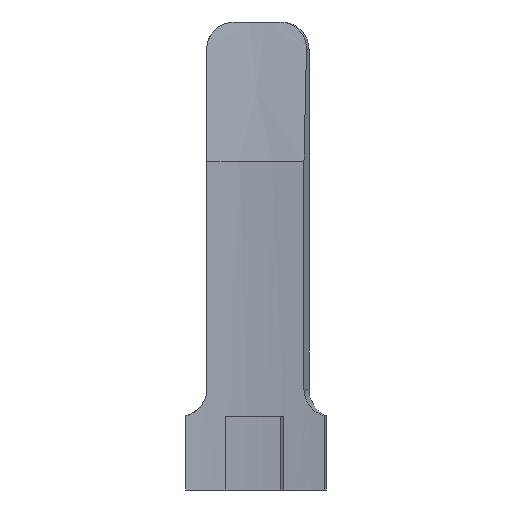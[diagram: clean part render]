
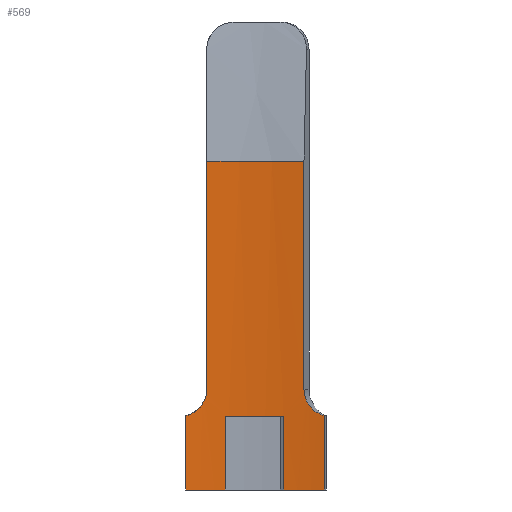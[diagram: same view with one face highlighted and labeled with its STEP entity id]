
A CAD part, front view. The second image highlights one B-rep face of the part: STEP entity #569.
In plain terms, the highlighted cylindrical face has radius 61 mm (diameter 122 mm), a partial arc.
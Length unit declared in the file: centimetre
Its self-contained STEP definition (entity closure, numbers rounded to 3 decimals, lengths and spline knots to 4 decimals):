
#130=CYLINDRICAL_SURFACE('',#614,6.1);
#137=B_SPLINE_CURVE_WITH_KNOTS('',3,(#850,#851,#852,#853,#854,#855,#856,
#857,#858,#859,#860,#861,#862,#863,#864,#865,#866,#867,#868,#869,#870,#871,
#872,#873,#874,#875,#876,#877,#878,#879,#880,#881,#882,#883),
 .UNSPECIFIED.,.T.,.U.,(4,2,2,2,2,2,2,2,2,2,2,2,2,2,2,2,4),(0.,0.113,
0.226,0.3391,0.4521,0.5654,
0.6787,0.7917,0.9048,1.0178,1.1308,
1.2441,1.3574,1.4704,1.5835,1.6965,
1.8095),.UNSPECIFIED.);
#144=B_SPLINE_CURVE_WITH_KNOTS('',3,(#1284,#1285,#1286,#1287,#1288,#1289,
#1290,#1291,#1292,#1293,#1294,#1295,#1296,#1297,#1298,#1299,#1300,#1301,
#1302,#1303,#1304,#1305,#1306,#1307,#1308,#1309,#1310,#1311,#1312,#1313,
#1314,#1315,#1316,#1317),.UNSPECIFIED.,.T.,.U.,(4,2,2,2,2,2,2,2,2,2,2,2,
2,2,2,2,4),(0.,0.113,0.226,0.3391,0.4521,
0.5654,0.6787,0.7917,0.9048,
1.0178,1.1308,1.2441,1.3574,1.4704,
1.5835,1.6965,1.8095),.UNSPECIFIED.);
#145=CIRCLE('',#571,6.1);
#153=CIRCLE('',#588,6.1);
#156=CIRCLE('',#596,6.1);
#165=VERTEX_POINT('',#618);
#166=VERTEX_POINT('',#620);
#175=VERTEX_POINT('',#711);
#177=VERTEX_POINT('',#715);
#180=VERTEX_POINT('',#722);
#181=VERTEX_POINT('',#724);
#188=VERTEX_POINT('',#793);
#191=VERTEX_POINT('',#799);
#194=VERTEX_POINT('',#849);
#197=VERTEX_POINT('',#892);
#198=VERTEX_POINT('',#896);
#207=VERTEX_POINT('',#1277);
#216=VECTOR('',#1347,1.);
#218=VECTOR('',#1352,1.);
#229=VECTOR('',#1383,1.);
#231=VECTOR('',#1386,1.);
#239=VECTOR('',#1423,1.);
#241=VECTOR('',#1428,1.);
#250=LINE('',#716,#216);
#252=LINE('',#723,#218);
#263=LINE('',#893,#229);
#265=LINE('',#897,#231);
#273=LINE('',#1278,#239);
#275=LINE('',#1282,#241);
#277=EDGE_CURVE('',#165,#166,#145,.T.);
#292=EDGE_CURVE('',#175,#177,#250,.T.);
#295=EDGE_CURVE('',#181,#180,#252,.T.);
#305=EDGE_CURVE('',#181,#188,#153,.T.);
#309=EDGE_CURVE('',#191,#177,#153,.T.);
#313=EDGE_CURVE('',#194,#180,#137,.T.);
#318=EDGE_CURVE('',#191,#197,#263,.T.);
#320=EDGE_CURVE('',#198,#188,#265,.T.);
#321=EDGE_CURVE('',#197,#198,#156,.T.);
#342=EDGE_CURVE('',#207,#165,#273,.T.);
#344=EDGE_CURVE('',#194,#166,#275,.T.);
#345=EDGE_CURVE('',#175,#207,#144,.T.);
#474=ORIENTED_EDGE('',*,*,#277,.F.);
#475=ORIENTED_EDGE('',*,*,#342,.F.);
#476=ORIENTED_EDGE('',*,*,#345,.F.);
#477=ORIENTED_EDGE('',*,*,#292,.T.);
#478=ORIENTED_EDGE('',*,*,#309,.F.);
#479=ORIENTED_EDGE('',*,*,#318,.T.);
#480=ORIENTED_EDGE('',*,*,#321,.T.);
#481=ORIENTED_EDGE('',*,*,#320,.T.);
#482=ORIENTED_EDGE('',*,*,#305,.F.);
#483=ORIENTED_EDGE('',*,*,#295,.T.);
#484=ORIENTED_EDGE('',*,*,#313,.F.);
#485=ORIENTED_EDGE('',*,*,#344,.T.);
#513=EDGE_LOOP('',(#474,#475,#476,#477,#478,#479,#480,#481,#482,#483,#484,
#485));
#541=FACE_BOUND('',#513,.T.);
#569=ADVANCED_FACE('',(#541),#130,.F.);
#571=AXIS2_PLACEMENT_3D('',#619,#1322,#1323);
#588=AXIS2_PLACEMENT_3D('',#792,#1366,#1367);
#596=AXIS2_PLACEMENT_3D('',#899,#1388,#1389);
#614=AXIS2_PLACEMENT_3D('',#1318,#1431,#1432);
#618=CARTESIAN_POINT('',(0.,6.1,3.585));
#619=CARTESIAN_POINT('',(0.,0.,3.585));
#620=CARTESIAN_POINT('',(1.0593,6.0073,3.585));
#711=CARTESIAN_POINT('',(-0.2276,6.0958,0.8089));
#715=CARTESIAN_POINT('',(-0.2276,6.0958,0.));
#716=CARTESIAN_POINT('',(-0.2276,6.0958,2.5501));
#722=CARTESIAN_POINT('',(1.2826,5.9636,0.8089));
#723=CARTESIAN_POINT('',(1.2826,5.9636,2.5501));
#724=CARTESIAN_POINT('',(1.2826,5.9636,0.));
#792=CARTESIAN_POINT('',(0.,0.,0.));
#793=CARTESIAN_POINT('',(0.8365,6.0424,0.));
#799=CARTESIAN_POINT('',(0.2388,6.0953,0.));
#849=CARTESIAN_POINT('',(1.0593,6.0073,1.1));
#850=CARTESIAN_POINT('',(1.0593,6.0073,1.1));
#851=CARTESIAN_POINT('',(1.0593,6.0073,1.0623));
#852=CARTESIAN_POINT('',(1.0667,6.006,1.0222));
#853=CARTESIAN_POINT('',(1.0968,6.0006,0.9482));
#854=CARTESIAN_POINT('',(1.1195,5.9964,0.9145));
#855=CARTESIAN_POINT('',(1.1719,5.9864,0.8612));
#856=CARTESIAN_POINT('',(1.205,5.9799,0.8381));
#857=CARTESIAN_POINT('',(1.2774,5.9649,0.8075));
#858=CARTESIAN_POINT('',(1.3167,5.9563,0.8));
#859=CARTESIAN_POINT('',(1.3902,5.9396,0.8));
#860=CARTESIAN_POINT('',(1.4294,5.9303,0.8075));
#861=CARTESIAN_POINT('',(1.5014,5.9125,0.8382));
#862=CARTESIAN_POINT('',(1.5341,5.904,0.8613));
#863=CARTESIAN_POINT('',(1.5858,5.8903,0.9146));
#864=CARTESIAN_POINT('',(1.6081,5.8842,0.9483));
#865=CARTESIAN_POINT('',(1.6377,5.8761,1.0222));
#866=CARTESIAN_POINT('',(1.645,5.874,1.0623));
#867=CARTESIAN_POINT('',(1.645,5.874,1.1377));
#868=CARTESIAN_POINT('',(1.6377,5.8761,1.1778));
#869=CARTESIAN_POINT('',(1.6081,5.8842,1.2517));
#870=CARTESIAN_POINT('',(1.5858,5.8903,1.2854));
#871=CARTESIAN_POINT('',(1.5341,5.904,1.3387));
#872=CARTESIAN_POINT('',(1.5014,5.9125,1.3618));
#873=CARTESIAN_POINT('',(1.4294,5.9303,1.3925));
#874=CARTESIAN_POINT('',(1.3902,5.9396,1.4));
#875=CARTESIAN_POINT('',(1.3167,5.9563,1.4));
#876=CARTESIAN_POINT('',(1.2774,5.9649,1.3925));
#877=CARTESIAN_POINT('',(1.205,5.9799,1.3619));
#878=CARTESIAN_POINT('',(1.1719,5.9864,1.3388));
#879=CARTESIAN_POINT('',(1.1195,5.9964,1.2855));
#880=CARTESIAN_POINT('',(1.0968,6.0006,1.2518));
#881=CARTESIAN_POINT('',(1.0667,6.006,1.1778));
#882=CARTESIAN_POINT('',(1.0593,6.0073,1.1377));
#883=CARTESIAN_POINT('',(1.0593,6.0073,1.1));
#892=CARTESIAN_POINT('',(0.2388,6.0953,0.8));
#893=CARTESIAN_POINT('',(0.2388,6.0953,0.4));
#896=CARTESIAN_POINT('',(0.8365,6.0424,0.8));
#897=CARTESIAN_POINT('',(0.8365,6.0424,0.4));
#899=CARTESIAN_POINT('',(0.,0.,0.8));
#1277=CARTESIAN_POINT('',(0.,6.1,1.1));
#1278=CARTESIAN_POINT('',(0.,6.1,0.));
#1282=CARTESIAN_POINT('',(1.0593,6.0073,0.));
#1284=CARTESIAN_POINT('',(0.,6.1,1.1));
#1285=CARTESIAN_POINT('',(0.,6.1,1.1377));
#1286=CARTESIAN_POINT('',(-0.0075,6.1,1.1778));
#1287=CARTESIAN_POINT('',(-0.0381,6.0999,1.2518));
#1288=CARTESIAN_POINT('',(-0.0612,6.0998,1.2855));
#1289=CARTESIAN_POINT('',(-0.1145,6.099,1.3388));
#1290=CARTESIAN_POINT('',(-0.1483,6.0983,1.3619));
#1291=CARTESIAN_POINT('',(-0.2222,6.0961,1.3925));
#1292=CARTESIAN_POINT('',(-0.2624,6.0945,1.4));
#1293=CARTESIAN_POINT('',(-0.3377,6.0908,1.4));
#1294=CARTESIAN_POINT('',(-0.3779,6.0884,1.3925));
#1295=CARTESIAN_POINT('',(-0.4519,6.0834,1.3618));
#1296=CARTESIAN_POINT('',(-0.4856,6.0807,1.3387));
#1297=CARTESIAN_POINT('',(-0.5388,6.0762,1.2854));
#1298=CARTESIAN_POINT('',(-0.5619,6.0741,1.2517));
#1299=CARTESIAN_POINT('',(-0.5925,6.0712,1.1778));
#1300=CARTESIAN_POINT('',(-0.6,6.0704,1.1377));
#1301=CARTESIAN_POINT('',(-0.6,6.0704,1.0623));
#1302=CARTESIAN_POINT('',(-0.5925,6.0712,1.0222));
#1303=CARTESIAN_POINT('',(-0.5619,6.0741,0.9483));
#1304=CARTESIAN_POINT('',(-0.5388,6.0762,0.9146));
#1305=CARTESIAN_POINT('',(-0.4856,6.0807,0.8613));
#1306=CARTESIAN_POINT('',(-0.4519,6.0834,0.8382));
#1307=CARTESIAN_POINT('',(-0.3779,6.0884,0.8075));
#1308=CARTESIAN_POINT('',(-0.3377,6.0908,0.8));
#1309=CARTESIAN_POINT('',(-0.2624,6.0945,0.8));
#1310=CARTESIAN_POINT('',(-0.2222,6.0961,0.8075));
#1311=CARTESIAN_POINT('',(-0.1483,6.0983,0.8381));
#1312=CARTESIAN_POINT('',(-0.1145,6.099,0.8612));
#1313=CARTESIAN_POINT('',(-0.0612,6.0998,0.9145));
#1314=CARTESIAN_POINT('',(-0.0381,6.0999,0.9482));
#1315=CARTESIAN_POINT('',(-0.0075,6.1,1.0222));
#1316=CARTESIAN_POINT('',(0.,6.1,1.0623));
#1317=CARTESIAN_POINT('',(0.,6.1,1.1));
#1318=CARTESIAN_POINT('',(0.,0.,0.));
#1322=DIRECTION('',(0.,0.,-1.));
#1323=DIRECTION('',(0.532,6.077,0.));
#1347=DIRECTION('',(0.,0.,-1.));
#1352=DIRECTION('',(0.,0.,1.));
#1366=DIRECTION('',(0.,0.,1.));
#1367=DIRECTION('',(6.1,0.,0.));
#1383=DIRECTION('',(0.,0.,1.));
#1386=DIRECTION('',(0.,0.,-1.));
#1388=DIRECTION('',(0.,0.,-1.));
#1389=DIRECTION('',(6.1,0.,0.));
#1423=DIRECTION('',(0.,0.,1.));
#1428=DIRECTION('',(0.,0.,1.));
#1431=DIRECTION('',(0.,0.,1.));
#1432=DIRECTION('',(6.1,0.,0.));
